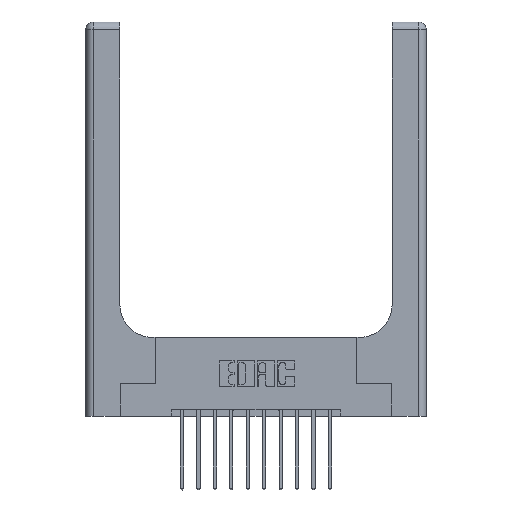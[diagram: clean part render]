
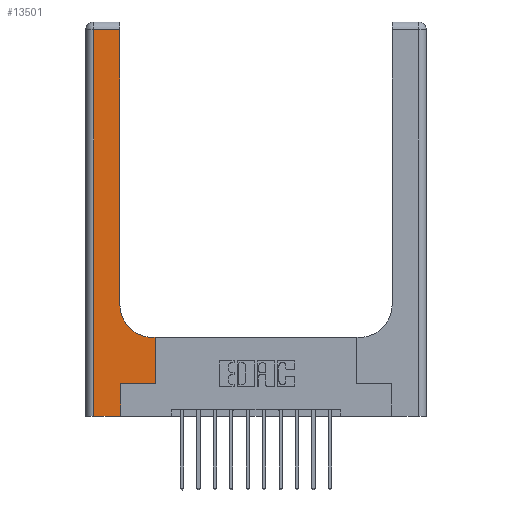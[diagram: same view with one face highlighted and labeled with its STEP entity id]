
A CAD part, top view. The second image highlights one B-rep face of the part: STEP entity #13501.
In plain terms, the highlighted planar face has unit normal (0, 0, 1).
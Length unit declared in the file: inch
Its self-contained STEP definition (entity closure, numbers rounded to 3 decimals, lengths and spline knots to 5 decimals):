
#60 = EDGE_CURVE ( 'NONE', #5160, #8529, #15436, .T. ) ;
#135 = AXIS2_PLACEMENT_3D ( 'NONE', #6517, #7747, #10130 ) ;
#793 = DIRECTION ( 'NONE',  ( 0., 1., 0. ) ) ;
#872 = EDGE_CURVE ( 'NONE', #13662, #8989, #5893, .T. ) ;
#937 = EDGE_CURVE ( 'NONE', #5620, #6706, #7041, .T. ) ;
#978 = VECTOR ( 'NONE', #9164, 39.37008 ) ;
#1181 = ORIENTED_EDGE ( 'NONE', *, *, #2989, .T. ) ;
#1190 = EDGE_CURVE ( 'NONE', #8989, #5620, #6265, .T. ) ;
#1350 = DIRECTION ( 'NONE',  ( 0., 0., -1. ) ) ;
#1442 = VERTEX_POINT ( 'NONE', #10652 ) ;
#1677 = DIRECTION ( 'NONE',  ( -1., 0., 0. ) ) ;
#2003 = ORIENTED_EDGE ( 'NONE', *, *, #3507, .T. ) ;
#2193 = ORIENTED_EDGE ( 'NONE', *, *, #60, .T. ) ;
#2852 = CARTESIAN_POINT ( 'NONE',  ( 0., 2.94, 0.37 ) ) ;
#2989 = EDGE_CURVE ( 'NONE', #6706, #1442, #3101, .T. ) ;
#3101 = LINE ( 'NONE', #8456, #10864 ) ;
#3140 = CARTESIAN_POINT ( 'NONE',  ( 0.06, 2.94, 0.37 ) ) ;
#3449 = ORIENTED_EDGE ( 'NONE', *, *, #10317, .T. ) ;
#3507 = EDGE_CURVE ( 'NONE', #8529, #4856, #11631, .T. ) ;
#3621 = DIRECTION ( 'NONE',  ( 0., -1., 0. ) ) ;
#4277 = DIRECTION ( 'NONE',  ( 0., 1., 0. ) ) ;
#4470 = ORIENTED_EDGE ( 'NONE', *, *, #872, .T. ) ;
#4807 = DIRECTION ( 'NONE',  ( 1., 0., 0. ) ) ;
#4856 = VERTEX_POINT ( 'NONE', #10665 ) ;
#5093 = CARTESIAN_POINT ( 'NONE',  ( 0.26, 0.6, 0.37 ) ) ;
#5160 = VERTEX_POINT ( 'NONE', #10200 ) ;
#5372 = CARTESIAN_POINT ( 'NONE',  ( 0., 0., 0.37 ) ) ;
#5592 = CARTESIAN_POINT ( 'NONE',  ( 0.265, 0.25, 0.37 ) ) ;
#5620 = VERTEX_POINT ( 'NONE', #11194 ) ;
#5691 = EDGE_CURVE ( 'NONE', #1442, #5160, #15617, .T. ) ;
#5893 = CIRCLE ( 'NONE', #135, 0.25 ) ;
#6029 = CARTESIAN_POINT ( 'NONE',  ( 0.528, 0.25, 0.37 ) ) ;
#6254 = EDGE_LOOP ( 'NONE', ( #9021, #7007, #1181, #13856, #2193, #2003, #9771, #3449, #4470 ) ) ;
#6265 = LINE ( 'NONE', #11575, #10710 ) ;
#6517 = CARTESIAN_POINT ( 'NONE',  ( 0.51, 0.85, 0.37 ) ) ;
#6706 = VERTEX_POINT ( 'NONE', #3140 ) ;
#6792 = VECTOR ( 'NONE', #4807, 39.37008 ) ;
#7007 = ORIENTED_EDGE ( 'NONE', *, *, #937, .T. ) ;
#7041 = LINE ( 'NONE', #2852, #978 ) ;
#7151 = VERTEX_POINT ( 'NONE', #8107 ) ;
#7456 = AXIS2_PLACEMENT_3D ( 'NONE', #8960, #1350, #12626 ) ;
#7747 = DIRECTION ( 'NONE',  ( 0., 0., -1. ) ) ;
#8107 = CARTESIAN_POINT ( 'NONE',  ( 0.528, 0.6, 0.37 ) ) ;
#8456 = CARTESIAN_POINT ( 'NONE',  ( 0.06, 3., 0.37 ) ) ;
#8529 = VERTEX_POINT ( 'NONE', #5592 ) ;
#8638 = CARTESIAN_POINT ( 'NONE',  ( 0.265, 0.25, 0.37 ) ) ;
#8734 = VECTOR ( 'NONE', #793, 39.37008 ) ;
#8960 = CARTESIAN_POINT ( 'NONE',  ( 0., 3., 0.37 ) ) ;
#8989 = VERTEX_POINT ( 'NONE', #11997 ) ;
#9021 = ORIENTED_EDGE ( 'NONE', *, *, #1190, .T. ) ;
#9028 = CARTESIAN_POINT ( 'NONE',  ( 0.265, 0., 0.37 ) ) ;
#9164 = DIRECTION ( 'NONE',  ( -1., 0., 0. ) ) ;
#9771 = ORIENTED_EDGE ( 'NONE', *, *, #15859, .T. ) ;
#10130 = DIRECTION ( 'NONE',  ( 1., 0., 0. ) ) ;
#10200 = CARTESIAN_POINT ( 'NONE',  ( 0.265, 0., 0.37 ) ) ;
#10317 = EDGE_CURVE ( 'NONE', #7151, #13662, #10977, .T. ) ;
#10652 = CARTESIAN_POINT ( 'NONE',  ( 0.06, 0., 0.37 ) ) ;
#10665 = CARTESIAN_POINT ( 'NONE',  ( 0.528, 0.25, 0.37 ) ) ;
#10710 = VECTOR ( 'NONE', #4277, 39.37008 ) ;
#10864 = VECTOR ( 'NONE', #3621, 39.37008 ) ;
#10977 = LINE ( 'NONE', #5093, #13896 ) ;
#11194 = CARTESIAN_POINT ( 'NONE',  ( 0.26, 2.94, 0.37 ) ) ;
#11575 = CARTESIAN_POINT ( 'NONE',  ( 0.26, 3., 0.37 ) ) ;
#11608 = CARTESIAN_POINT ( 'NONE',  ( 0.51, 0.6, 0.37 ) ) ;
#11631 = LINE ( 'NONE', #8638, #6792 ) ;
#11997 = CARTESIAN_POINT ( 'NONE',  ( 0.26, 0.85, 0.37 ) ) ;
#12030 = LINE ( 'NONE', #6029, #8734 ) ;
#12626 = DIRECTION ( 'NONE',  ( -1., 0., 0. ) ) ;
#13501 = ADVANCED_FACE ( 'NONE', ( #13775 ), #14683, .F. ) ;
#13662 = VERTEX_POINT ( 'NONE', #11608 ) ;
#13775 = FACE_OUTER_BOUND ( 'NONE', #6254, .T. ) ;
#13792 = DIRECTION ( 'NONE',  ( 0., 1., 0. ) ) ;
#13856 = ORIENTED_EDGE ( 'NONE', *, *, #5691, .T. ) ;
#13896 = VECTOR ( 'NONE', #1677, 39.37008 ) ;
#14269 = VECTOR ( 'NONE', #15168, 39.37008 ) ;
#14683 = PLANE ( 'NONE',  #7456 ) ;
#15040 = VECTOR ( 'NONE', #13792, 39.37008 ) ;
#15168 = DIRECTION ( 'NONE',  ( 1., 0., 0. ) ) ;
#15436 = LINE ( 'NONE', #9028, #15040 ) ;
#15617 = LINE ( 'NONE', #5372, #14269 ) ;
#15859 = EDGE_CURVE ( 'NONE', #4856, #7151, #12030, .T. ) ;
